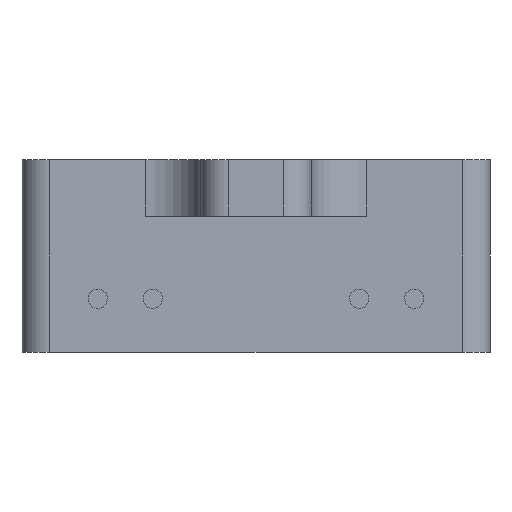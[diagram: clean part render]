
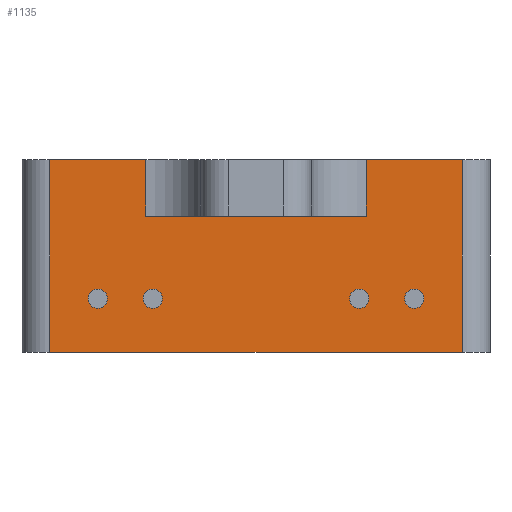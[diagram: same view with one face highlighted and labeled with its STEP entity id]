
A CAD part, front view. The second image highlights one B-rep face of the part: STEP entity #1135.
In plain terms, the highlighted planar face has unit normal (0, -1, 0).
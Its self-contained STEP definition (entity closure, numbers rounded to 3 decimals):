
#3 = CIRCLE ( 'NONE', #876, 0.35 ) ;
#10 = ORIENTED_EDGE ( 'NONE', *, *, #74, .T. ) ;
#39 = ORIENTED_EDGE ( 'NONE', *, *, #306, .F. ) ;
#47 = DIRECTION ( 'NONE',  ( -1., 0., 0. ) ) ;
#62 = EDGE_LOOP ( 'NONE', ( #542, #1513 ) ) ;
#67 = CARTESIAN_POINT ( 'NONE',  ( 1.2, -4., 2.05 ) ) ;
#74 = EDGE_CURVE ( 'NONE', #600, #131, #1446, .T. ) ;
#82 = CARTESIAN_POINT ( 'NONE',  ( 2.6, -4., -3. ) ) ;
#86 = CARTESIAN_POINT ( 'NONE',  ( -6.55, -4., -3. ) ) ;
#91 = LINE ( 'NONE', #1407, #1318 ) ;
#104 = FACE_BOUND ( 'NONE', #62, .T. ) ;
#106 = DIRECTION ( 'NONE',  ( -1., 0., 0. ) ) ;
#116 = CARTESIAN_POINT ( 'NONE',  ( 0.95, -4., -3. ) ) ;
#122 = ORIENTED_EDGE ( 'NONE', *, *, #718, .F. ) ;
#131 = VERTEX_POINT ( 'NONE', #1185 ) ;
#139 = VERTEX_POINT ( 'NONE', #1221 ) ;
#141 = VECTOR ( 'NONE', #777, 1000. ) ;
#150 = ORIENTED_EDGE ( 'NONE', *, *, #376, .F. ) ;
#154 = DIRECTION ( 'NONE',  ( -1., 0., 0. ) ) ;
#156 = CIRCLE ( 'NONE', #1502, 0.35 ) ;
#172 = EDGE_CURVE ( 'NONE', #444, #730, #599, .T. ) ;
#182 = DIRECTION ( 'NONE',  ( 0., 0., 1. ) ) ;
#189 = AXIS2_PLACEMENT_3D ( 'NONE', #1233, #1013, #154 ) ;
#208 = CARTESIAN_POINT ( 'NONE',  ( 0.6, -4., -3. ) ) ;
#212 = FACE_BOUND ( 'NONE', #615, .T. ) ;
#221 = CARTESIAN_POINT ( 'NONE',  ( 2.95, -4., -3. ) ) ;
#227 = FACE_OUTER_BOUND ( 'NONE', #1375, .T. ) ;
#252 = CARTESIAN_POINT ( 'NONE',  ( -6.8, -4., 2.05 ) ) ;
#271 = AXIS2_PLACEMENT_3D ( 'NONE', #221, #1432, #1072 ) ;
#281 = ORIENTED_EDGE ( 'NONE', *, *, #939, .F. ) ;
#284 = CARTESIAN_POINT ( 'NONE',  ( -8.55, -4., -3. ) ) ;
#299 = CARTESIAN_POINT ( 'NONE',  ( -11.3, -4., 0. ) ) ;
#302 = EDGE_LOOP ( 'NONE', ( #150, #1015 ) ) ;
#303 = CARTESIAN_POINT ( 'NONE',  ( 4.7, -4., 2.05 ) ) ;
#306 = EDGE_CURVE ( 'NONE', #1505, #548, #156, .T. ) ;
#325 = VERTEX_POINT ( 'NONE', #442 ) ;
#353 = CARTESIAN_POINT ( 'NONE',  ( 3.3, -4., -3. ) ) ;
#364 = AXIS2_PLACEMENT_3D ( 'NONE', #824, #1188, #1323 ) ;
#374 = VERTEX_POINT ( 'NONE', #1274 ) ;
#376 = EDGE_CURVE ( 'NONE', #425, #374, #1273, .T. ) ;
#409 = LINE ( 'NONE', #303, #443 ) ;
#412 = ORIENTED_EDGE ( 'NONE', *, *, #819, .F. ) ;
#425 = VERTEX_POINT ( 'NONE', #520 ) ;
#426 = EDGE_CURVE ( 'NONE', #325, #847, #409, .T. ) ;
#432 = DIRECTION ( 'NONE',  ( 0., -1., 0. ) ) ;
#434 = DIRECTION ( 'NONE',  ( 0., -1., 0. ) ) ;
#442 = CARTESIAN_POINT ( 'NONE',  ( 4.7, -4., -4.95 ) ) ;
#443 = VECTOR ( 'NONE', #182, 1000. ) ;
#444 = VERTEX_POINT ( 'NONE', #67 ) ;
#455 = DIRECTION ( 'NONE',  ( -1., 0., 0. ) ) ;
#468 = CIRCLE ( 'NONE', #1087, 0.35 ) ;
#471 = CARTESIAN_POINT ( 'NONE',  ( -6.8, -4., 0. ) ) ;
#480 = CIRCLE ( 'NONE', #676, 0.35 ) ;
#483 = CARTESIAN_POINT ( 'NONE',  ( 1.2, -4., 2.05 ) ) ;
#490 = EDGE_CURVE ( 'NONE', #572, #915, #480, .T. ) ;
#502 = DIRECTION ( 'NONE',  ( 1., 0., 0. ) ) ;
#509 = EDGE_CURVE ( 'NONE', #374, #425, #757, .T. ) ;
#512 = CARTESIAN_POINT ( 'NONE',  ( 12.5, -4., 2.05 ) ) ;
#520 = CARTESIAN_POINT ( 'NONE',  ( -8.9, -4., -3. ) ) ;
#542 = ORIENTED_EDGE ( 'NONE', *, *, #490, .F. ) ;
#548 = VERTEX_POINT ( 'NONE', #1271 ) ;
#553 = CARTESIAN_POINT ( 'NONE',  ( -6.55, -4., -3. ) ) ;
#556 = AXIS2_PLACEMENT_3D ( 'NONE', #116, #1443, #1181 ) ;
#563 = EDGE_CURVE ( 'NONE', #696, #1494, #3, .T. ) ;
#568 = VECTOR ( 'NONE', #106, 1000. ) ;
#572 = VERTEX_POINT ( 'NONE', #82 ) ;
#577 = DIRECTION ( 'NONE',  ( 0., -1., 0. ) ) ;
#599 = LINE ( 'NONE', #483, #1077 ) ;
#600 = VERTEX_POINT ( 'NONE', #471 ) ;
#615 = EDGE_LOOP ( 'NONE', ( #281, #1347 ) ) ;
#636 = VECTOR ( 'NONE', #1252, 1000. ) ;
#650 = EDGE_CURVE ( 'NONE', #548, #1505, #468, .T. ) ;
#657 = EDGE_CURVE ( 'NONE', #139, #710, #91, .T. ) ;
#669 = CARTESIAN_POINT ( 'NONE',  ( -10.3, -4., -4.95 ) ) ;
#676 = AXIS2_PLACEMENT_3D ( 'NONE', #1498, #861, #1250 ) ;
#684 = CARTESIAN_POINT ( 'NONE',  ( 0.95, -4., -3. ) ) ;
#696 = VERTEX_POINT ( 'NONE', #930 ) ;
#710 = VERTEX_POINT ( 'NONE', #669 ) ;
#718 = EDGE_CURVE ( 'NONE', #325, #710, #825, .T. ) ;
#719 = EDGE_LOOP ( 'NONE', ( #1022, #39 ) ) ;
#730 = VERTEX_POINT ( 'NONE', #1541 ) ;
#746 = CIRCLE ( 'NONE', #271, 0.35 ) ;
#757 = CIRCLE ( 'NONE', #1075, 0.35 ) ;
#762 = DIRECTION ( 'NONE',  ( 0., -1., 0. ) ) ;
#772 = LINE ( 'NONE', #512, #636 ) ;
#777 = DIRECTION ( 'NONE',  ( -1., 0., 0. ) ) ;
#806 = CIRCLE ( 'NONE', #556, 0.35 ) ;
#817 = DIRECTION ( 'NONE',  ( 0., 0., -1. ) ) ;
#819 = EDGE_CURVE ( 'NONE', #139, #131, #1548, .T. ) ;
#824 = CARTESIAN_POINT ( 'NONE',  ( 12.5, -4., 2.05 ) ) ;
#825 = LINE ( 'NONE', #1400, #568 ) ;
#847 = VERTEX_POINT ( 'NONE', #1431 ) ;
#861 = DIRECTION ( 'NONE',  ( 0., -1., 0. ) ) ;
#866 = EDGE_CURVE ( 'NONE', #730, #600, #1373, .T. ) ;
#876 = AXIS2_PLACEMENT_3D ( 'NONE', #684, #432, #898 ) ;
#888 = EDGE_CURVE ( 'NONE', #915, #572, #746, .T. ) ;
#898 = DIRECTION ( 'NONE',  ( -1., 0., 0. ) ) ;
#900 = ORIENTED_EDGE ( 'NONE', *, *, #657, .T. ) ;
#915 = VERTEX_POINT ( 'NONE', #353 ) ;
#930 = CARTESIAN_POINT ( 'NONE',  ( 1.3, -4., -3. ) ) ;
#939 = EDGE_CURVE ( 'NONE', #1494, #696, #806, .T. ) ;
#999 = ORIENTED_EDGE ( 'NONE', *, *, #1054, .F. ) ;
#1013 = DIRECTION ( 'NONE',  ( 0., -1., 0. ) ) ;
#1015 = ORIENTED_EDGE ( 'NONE', *, *, #509, .F. ) ;
#1022 = ORIENTED_EDGE ( 'NONE', *, *, #650, .F. ) ;
#1054 = EDGE_CURVE ( 'NONE', #444, #847, #772, .T. ) ;
#1072 = DIRECTION ( 'NONE',  ( -1., 0., 0. ) ) ;
#1075 = AXIS2_PLACEMENT_3D ( 'NONE', #284, #762, #47 ) ;
#1077 = VECTOR ( 'NONE', #1212, 1000. ) ;
#1086 = DIRECTION ( 'NONE',  ( 0., 0., 1. ) ) ;
#1087 = AXIS2_PLACEMENT_3D ( 'NONE', #86, #577, #455 ) ;
#1135 = ADVANCED_FACE ( 'NONE', ( #1205, #1307, #212, #104, #227 ), #1298, .F. ) ;
#1147 = DIRECTION ( 'NONE',  ( -1., 0., 0. ) ) ;
#1160 = ORIENTED_EDGE ( 'NONE', *, *, #426, .T. ) ;
#1165 = ORIENTED_EDGE ( 'NONE', *, *, #172, .T. ) ;
#1168 = ORIENTED_EDGE ( 'NONE', *, *, #866, .T. ) ;
#1181 = DIRECTION ( 'NONE',  ( -1., 0., 0. ) ) ;
#1185 = CARTESIAN_POINT ( 'NONE',  ( -6.8, -4., 2.05 ) ) ;
#1188 = DIRECTION ( 'NONE',  ( 0., 1., 0. ) ) ;
#1205 = FACE_BOUND ( 'NONE', #302, .T. ) ;
#1212 = DIRECTION ( 'NONE',  ( 0., 0., -1. ) ) ;
#1221 = CARTESIAN_POINT ( 'NONE',  ( -10.3, -4., 2.05 ) ) ;
#1233 = CARTESIAN_POINT ( 'NONE',  ( -8.55, -4., -3. ) ) ;
#1250 = DIRECTION ( 'NONE',  ( -1., 0., 0. ) ) ;
#1251 = VECTOR ( 'NONE', #502, 1000. ) ;
#1252 = DIRECTION ( 'NONE',  ( 1., 0., 0. ) ) ;
#1271 = CARTESIAN_POINT ( 'NONE',  ( -6.9, -4., -3. ) ) ;
#1273 = CIRCLE ( 'NONE', #189, 0.35 ) ;
#1274 = CARTESIAN_POINT ( 'NONE',  ( -8.2, -4., -3. ) ) ;
#1298 = PLANE ( 'NONE',  #364 ) ;
#1307 = FACE_BOUND ( 'NONE', #719, .T. ) ;
#1318 = VECTOR ( 'NONE', #817, 1000. ) ;
#1323 = DIRECTION ( 'NONE',  ( -1., 0., 0. ) ) ;
#1324 = CARTESIAN_POINT ( 'NONE',  ( 12.5, -4., 2.05 ) ) ;
#1347 = ORIENTED_EDGE ( 'NONE', *, *, #563, .F. ) ;
#1362 = VECTOR ( 'NONE', #1086, 1000. ) ;
#1373 = LINE ( 'NONE', #299, #141 ) ;
#1375 = EDGE_LOOP ( 'NONE', ( #1168, #10, #412, #900, #122, #1160, #999, #1165 ) ) ;
#1400 = CARTESIAN_POINT ( 'NONE',  ( 4.7, -4., -4.95 ) ) ;
#1407 = CARTESIAN_POINT ( 'NONE',  ( -10.3, -4., 2.05 ) ) ;
#1431 = CARTESIAN_POINT ( 'NONE',  ( 4.7, -4., 2.05 ) ) ;
#1432 = DIRECTION ( 'NONE',  ( 0., -1., 0. ) ) ;
#1443 = DIRECTION ( 'NONE',  ( 0., -1., 0. ) ) ;
#1446 = LINE ( 'NONE', #252, #1362 ) ;
#1494 = VERTEX_POINT ( 'NONE', #208 ) ;
#1498 = CARTESIAN_POINT ( 'NONE',  ( 2.95, -4., -3. ) ) ;
#1502 = AXIS2_PLACEMENT_3D ( 'NONE', #553, #434, #1147 ) ;
#1505 = VERTEX_POINT ( 'NONE', #1536 ) ;
#1513 = ORIENTED_EDGE ( 'NONE', *, *, #888, .F. ) ;
#1536 = CARTESIAN_POINT ( 'NONE',  ( -6.2, -4., -3. ) ) ;
#1541 = CARTESIAN_POINT ( 'NONE',  ( 1.2, -4., 0. ) ) ;
#1548 = LINE ( 'NONE', #1324, #1251 ) ;
